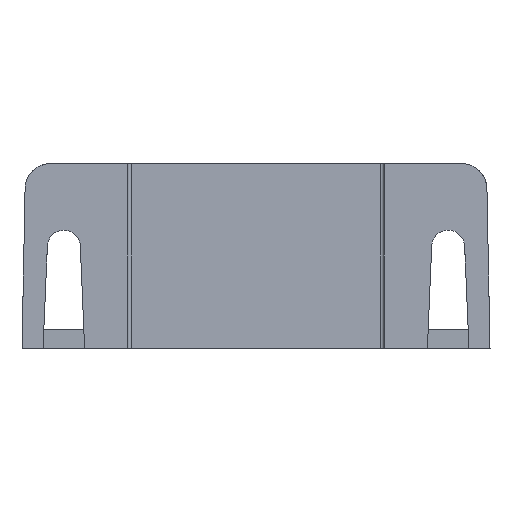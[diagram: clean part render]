
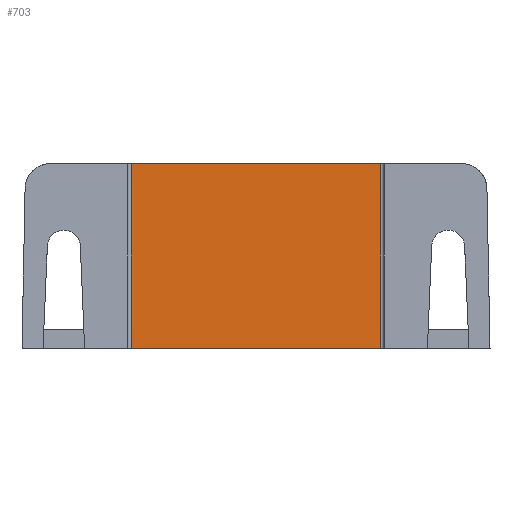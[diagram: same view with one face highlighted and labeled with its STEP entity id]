
A CAD part, front view. The second image highlights one B-rep face of the part: STEP entity #703.
In plain terms, the highlighted planar face has unit normal (0, -1, 0.004).
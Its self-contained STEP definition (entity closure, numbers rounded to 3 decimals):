
#703=ADVANCED_FACE('',(#1230),#1043,.T.);
#1043=PLANE('',#7237);
#1230=FACE_OUTER_BOUND('',#1589,.T.);
#1589=EDGE_LOOP('',(#2666,#2667,#2668,#2669));
#2666=ORIENTED_EDGE('',*,*,#5335,.T.);
#2667=ORIENTED_EDGE('',*,*,#5253,.T.);
#2668=ORIENTED_EDGE('',*,*,#5336,.T.);
#2669=ORIENTED_EDGE('',*,*,#5337,.F.);
#4502=VERTEX_POINT('',#11167);
#4503=VERTEX_POINT('',#11169);
#4566=VERTEX_POINT('',#11577);
#4567=VERTEX_POINT('',#11579);
#5253=EDGE_CURVE('',#4503,#4502,#6066,.T.);
#5335=EDGE_CURVE('',#4566,#4503,#6099,.T.);
#5336=EDGE_CURVE('',#4502,#4567,#6100,.T.);
#5337=EDGE_CURVE('',#4566,#4567,#6101,.T.);
#6066=LINE('',#11168,#6598);
#6099=LINE('',#11576,#6631);
#6100=LINE('',#11578,#6632);
#6101=LINE('',#11580,#6633);
#6598=VECTOR('',#8285,1.);
#6631=VECTOR('',#8376,1.);
#6632=VECTOR('',#8377,1.);
#6633=VECTOR('',#8378,1.);
#7237=AXIS2_PLACEMENT_3D('',#11581,#8379,#8380);
#8285=DIRECTION('',(1.,0.,0.));
#8376=DIRECTION('',(0.,-0.003,-1.));
#8377=DIRECTION('',(0.,0.003,1.));
#8378=DIRECTION('',(1.,0.,0.));
#8379=DIRECTION('',(0.,-1.,0.003));
#8380=DIRECTION('',(0.,0.003,1.));
#11167=CARTESIAN_POINT('',(27.05,-34.05,0.));
#11168=CARTESIAN_POINT('',(0.,-34.05,0.));
#11169=CARTESIAN_POINT('',(-27.05,-34.05,0.));
#11576=CARTESIAN_POINT('',(-27.05,-34.05,0.));
#11577=CARTESIAN_POINT('',(-27.05,-33.91,40.));
#11578=CARTESIAN_POINT('',(27.05,-33.91,40.));
#11579=CARTESIAN_POINT('',(27.05,-33.91,40.));
#11580=CARTESIAN_POINT('',(-50.65,-33.91,40.));
#11581=CARTESIAN_POINT('',(-50.65,-34.05,-0.005));
